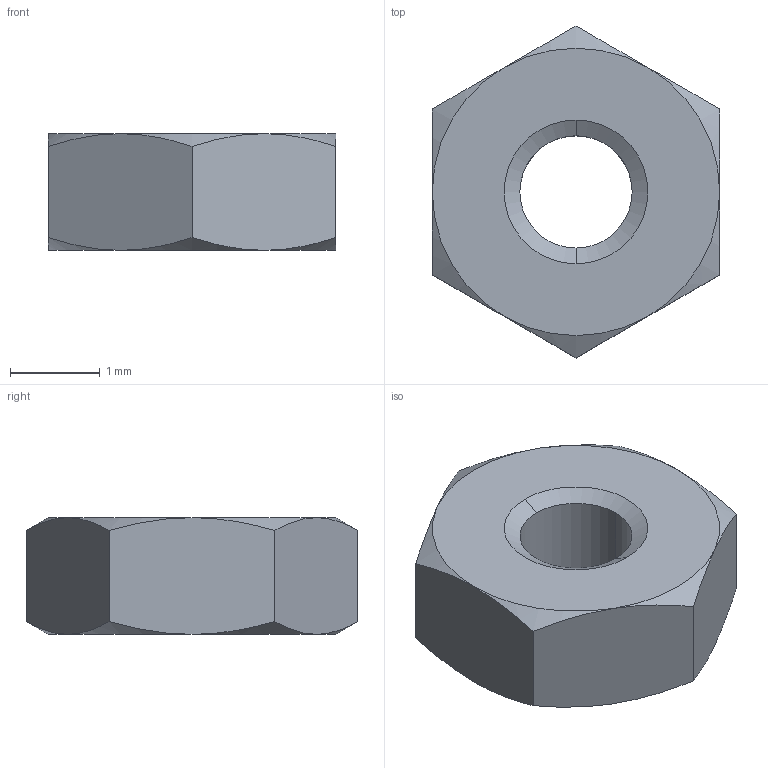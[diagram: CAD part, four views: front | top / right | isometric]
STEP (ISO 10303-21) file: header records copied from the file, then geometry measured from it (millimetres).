
FILE_DESCRIPTION((''),'2;1');
FILE_NAME('D1_6--_-_I4032','2021-09-07T17:14:34',('silo-mech'),(''),'CREO PARAMETRIC BY PTC INC, 2020454','CREO PARAMETRIC BY PTC INC, 2020454','');
FILE_SCHEMA(('CONFIG_CONTROL_DESIGN'));
Length unit declared in the file: millimetre
Products named in the file (1): D1_6--_-_I4032
Bounding box: 3.2 x 3.69 x 1.3 mm (x, y, z)
Volume: 9.8 mm3; surface area: 33.4 mm2
Topology: 1 solids, 1 shells, 26 faces, 60 edges, 36 vertices
Faces by surface type: cone 16, plane 8, cylinder 2
Entity records: 882 total; most frequent: CARTESIAN_POINT 278, ORIENTED_EDGE 120, DIRECTION 112, EDGE_CURVE 60, AXIS2_PLACEMENT_3D 50, VERTEX_POINT 36, EDGE_LOOP 28, FACE_OUTER_BOUND 26
